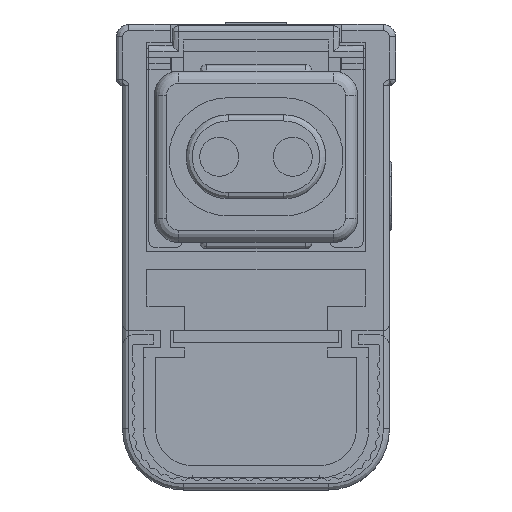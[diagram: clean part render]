
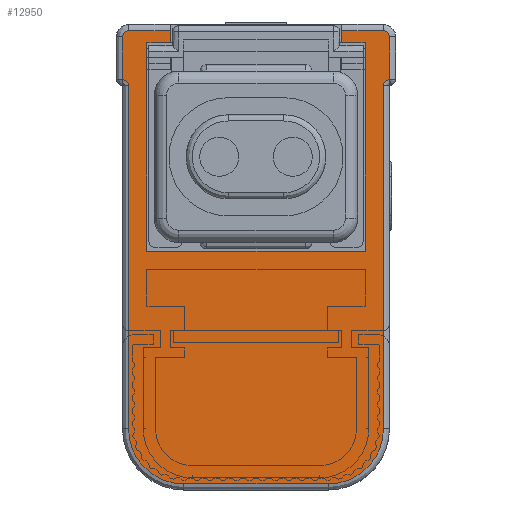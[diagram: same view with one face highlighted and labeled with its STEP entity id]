
A CAD part, left-side view. The second image highlights one B-rep face of the part: STEP entity #12950.
In plain terms, the highlighted face is planar.
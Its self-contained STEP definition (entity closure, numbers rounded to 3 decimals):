
#10616=DIRECTION('',(0.,1.,0.));
#10617=VECTOR('',#10616,17.8);
#10618=CARTESIAN_POINT('',(62.5,-8.9,-18.5));
#10619=LINE('',#10618,#10617);
#10620=DIRECTION('',(0.,-1.,0.));
#10621=VECTOR('',#10620,1.9);
#10622=CARTESIAN_POINT('',(62.5,8.9,-1.5));
#10623=LINE('',#10622,#10621);
#10624=DIRECTION('',(0.,0.,-1.));
#10625=VECTOR('',#10624,1.);
#10626=CARTESIAN_POINT('',(62.5,7.,-0.5));
#10627=LINE('',#10626,#10625);
#10628=DIRECTION('',(0.,-1.,0.));
#10629=VECTOR('',#10628,3.4);
#10630=CARTESIAN_POINT('',(62.5,10.4,-0.5));
#10631=LINE('',#10630,#10629);
#10632=CARTESIAN_POINT('',(62.5,10.4,-1.));
#10633=DIRECTION('',(1.,0.,0.));
#10634=DIRECTION('',(0.,1.,0.));
#10635=AXIS2_PLACEMENT_3D('',#10632,#10633,#10634);
#10637=DIRECTION('',(0.,0.,1.));
#10638=VECTOR('',#10637,3.5);
#10639=CARTESIAN_POINT('',(62.5,10.9,-4.5));
#10640=LINE('',#10639,#10638);
#10641=CARTESIAN_POINT('',(62.5,10.9,-5.));
#10642=DIRECTION('',(-1.,0.,0.));
#10643=DIRECTION('',(0.,-1.,0.));
#10644=AXIS2_PLACEMENT_3D('',#10641,#10642,#10643);
#10646=DIRECTION('',(0.,0.,1.));
#10647=VECTOR('',#10646,28.);
#10648=CARTESIAN_POINT('',(62.5,10.4,-33.));
#10649=LINE('',#10648,#10647);
#10650=CARTESIAN_POINT('',(62.5,5.9,-33.));
#10651=DIRECTION('',(1.,0.,0.));
#10652=DIRECTION('',(0.,0.,-1.));
#10653=AXIS2_PLACEMENT_3D('',#10650,#10651,#10652);
#10655=DIRECTION('',(0.,1.,0.));
#10656=VECTOR('',#10655,11.8);
#10657=CARTESIAN_POINT('',(62.5,-5.9,-37.5));
#10658=LINE('',#10657,#10656);
#10659=CARTESIAN_POINT('',(62.5,-5.9,-33.));
#10660=DIRECTION('',(1.,0.,0.));
#10661=DIRECTION('',(0.,-1.,0.));
#10662=AXIS2_PLACEMENT_3D('',#10659,#10660,#10661);
#10664=DIRECTION('',(0.,0.,-1.));
#10665=VECTOR('',#10664,28.);
#10666=CARTESIAN_POINT('',(62.5,-10.4,-5.));
#10667=LINE('',#10666,#10665);
#10668=CARTESIAN_POINT('',(62.5,-10.9,-5.));
#10669=DIRECTION('',(-1.,0.,0.));
#10670=DIRECTION('',(0.,0.,1.));
#10671=AXIS2_PLACEMENT_3D('',#10668,#10669,#10670);
#10673=DIRECTION('',(0.,0.,-1.));
#10674=VECTOR('',#10673,3.5);
#10675=CARTESIAN_POINT('',(62.5,-10.9,-1.));
#10676=LINE('',#10675,#10674);
#10677=CARTESIAN_POINT('',(62.5,-10.4,-1.));
#10678=DIRECTION('',(1.,0.,0.));
#10679=DIRECTION('',(0.,0.,1.));
#10680=AXIS2_PLACEMENT_3D('',#10677,#10678,#10679);
#10682=DIRECTION('',(0.,-1.,0.));
#10683=VECTOR('',#10682,3.4);
#10684=CARTESIAN_POINT('',(62.5,-7.,-0.5));
#10685=LINE('',#10684,#10683);
#10686=DIRECTION('',(0.,0.,-1.));
#10687=VECTOR('',#10686,1.);
#10688=CARTESIAN_POINT('',(62.5,-7.,-0.5));
#10689=LINE('',#10688,#10687);
#10690=DIRECTION('',(0.,-1.,0.));
#10691=VECTOR('',#10690,1.9);
#10692=CARTESIAN_POINT('',(62.5,-7.,-1.5));
#10693=LINE('',#10692,#10691);
#10702=DIRECTION('',(0.,0.,1.));
#10703=VECTOR('',#10702,17.);
#10704=CARTESIAN_POINT('',(62.5,-8.9,-18.5));
#10705=LINE('',#10704,#10703);
#11200=DIRECTION('',(0.,0.,-1.));
#11201=VECTOR('',#11200,17.);
#11202=CARTESIAN_POINT('',(62.5,8.9,-1.5));
#11203=LINE('',#11202,#11201);
#11939=CARTESIAN_POINT('',(62.5,-8.9,-18.5));
#11940=CARTESIAN_POINT('',(62.5,8.9,-18.5));
#11941=VERTEX_POINT('',#11939);
#11942=VERTEX_POINT('',#11940);
#11999=CARTESIAN_POINT('',(62.5,10.4,-0.5));
#12000=CARTESIAN_POINT('',(62.5,7.,-0.5));
#12001=VERTEX_POINT('',#11999);
#12002=VERTEX_POINT('',#12000);
#12003=CARTESIAN_POINT('',(62.5,-10.9,-1.));
#12004=CARTESIAN_POINT('',(62.5,-10.9,-4.5));
#12005=VERTEX_POINT('',#12003);
#12006=VERTEX_POINT('',#12004);
#12015=CARTESIAN_POINT('',(62.5,-10.4,-5.));
#12016=CARTESIAN_POINT('',(62.5,-10.4,-33.));
#12017=VERTEX_POINT('',#12015);
#12018=VERTEX_POINT('',#12016);
#12019=CARTESIAN_POINT('',(62.5,-5.9,-37.5));
#12020=VERTEX_POINT('',#12019);
#12023=CARTESIAN_POINT('',(62.5,5.9,-37.5));
#12024=VERTEX_POINT('',#12023);
#12027=CARTESIAN_POINT('',(62.5,10.4,-33.));
#12028=VERTEX_POINT('',#12027);
#12031=CARTESIAN_POINT('',(62.5,10.4,-5.));
#12032=VERTEX_POINT('',#12031);
#12035=CARTESIAN_POINT('',(62.5,-7.,-0.5));
#12036=CARTESIAN_POINT('',(62.5,-10.4,-0.5));
#12037=VERTEX_POINT('',#12035);
#12038=VERTEX_POINT('',#12036);
#12043=CARTESIAN_POINT('',(62.5,10.9,-4.5));
#12044=CARTESIAN_POINT('',(62.5,10.9,-1.));
#12045=VERTEX_POINT('',#12043);
#12046=VERTEX_POINT('',#12044);
#12051=CARTESIAN_POINT('',(62.5,-7.,-1.5));
#12052=CARTESIAN_POINT('',(62.5,-8.9,-1.5));
#12053=VERTEX_POINT('',#12051);
#12054=VERTEX_POINT('',#12052);
#12055=CARTESIAN_POINT('',(62.5,8.9,-1.5));
#12056=CARTESIAN_POINT('',(62.5,7.,-1.5));
#12057=VERTEX_POINT('',#12055);
#12058=VERTEX_POINT('',#12056);
#12906=CARTESIAN_POINT('',(62.5,0.,0.));
#12907=DIRECTION('',(1.,0.,0.));
#12908=DIRECTION('',(0.,-1.,0.));
#12909=AXIS2_PLACEMENT_3D('',#12906,#12907,#12908);
#12910=PLANE('',#12909);
#12912=ORIENTED_EDGE('',*,*,#12911,.F.);
#12914=ORIENTED_EDGE('',*,*,#12913,.T.);
#12916=ORIENTED_EDGE('',*,*,#12915,.F.);
#12917=ORIENTED_EDGE('',*,*,#12881,.T.);
#12918=ORIENTED_EDGE('',*,*,#12853,.F.);
#12920=ORIENTED_EDGE('',*,*,#12919,.F.);
#12922=ORIENTED_EDGE('',*,*,#12921,.F.);
#12924=ORIENTED_EDGE('',*,*,#12923,.F.);
#12926=ORIENTED_EDGE('',*,*,#12925,.F.);
#12928=ORIENTED_EDGE('',*,*,#12927,.F.);
#12930=ORIENTED_EDGE('',*,*,#12929,.F.);
#12932=ORIENTED_EDGE('',*,*,#12931,.F.);
#12934=ORIENTED_EDGE('',*,*,#12933,.F.);
#12936=ORIENTED_EDGE('',*,*,#12935,.F.);
#12938=ORIENTED_EDGE('',*,*,#12937,.F.);
#12940=ORIENTED_EDGE('',*,*,#12939,.F.);
#12942=ORIENTED_EDGE('',*,*,#12941,.F.);
#12944=ORIENTED_EDGE('',*,*,#12943,.F.);
#12946=ORIENTED_EDGE('',*,*,#12945,.T.);
#12947=ORIENTED_EDGE('',*,*,#12889,.T.);
#12948=EDGE_LOOP('',(#12912,#12914,#12916,#12917,#12918,#12920,#12922,#12924,
#12926,#12928,#12930,#12932,#12934,#12936,#12938,#12940,#12942,#12944,#12946,
#12947));
#12949=FACE_OUTER_BOUND('',#12948,.F.);
#12950=ADVANCED_FACE('',(#12949),#12910,.T.);
#10636=CIRCLE('',#10635,0.5);
#10645=CIRCLE('',#10644,0.5);
#10654=CIRCLE('',#10653,4.5);
#10663=CIRCLE('',#10662,4.5);
#10672=CIRCLE('',#10671,0.5);
#10681=CIRCLE('',#10680,0.5);
#12853=EDGE_CURVE('',#12002,#12058,#10627,.T.);
#12881=EDGE_CURVE('',#12057,#12058,#10623,.T.);
#12889=EDGE_CURVE('',#12053,#12054,#10693,.T.);
#12911=EDGE_CURVE('',#11941,#12054,#10705,.T.);
#12913=EDGE_CURVE('',#11941,#11942,#10619,.T.);
#12915=EDGE_CURVE('',#12057,#11942,#11203,.T.);
#12919=EDGE_CURVE('',#12001,#12002,#10631,.T.);
#12921=EDGE_CURVE('',#12046,#12001,#10636,.T.);
#12923=EDGE_CURVE('',#12045,#12046,#10640,.T.);
#12925=EDGE_CURVE('',#12032,#12045,#10645,.T.);
#12927=EDGE_CURVE('',#12028,#12032,#10649,.T.);
#12929=EDGE_CURVE('',#12024,#12028,#10654,.T.);
#12931=EDGE_CURVE('',#12020,#12024,#10658,.T.);
#12933=EDGE_CURVE('',#12018,#12020,#10663,.T.);
#12935=EDGE_CURVE('',#12017,#12018,#10667,.T.);
#12937=EDGE_CURVE('',#12006,#12017,#10672,.T.);
#12939=EDGE_CURVE('',#12005,#12006,#10676,.T.);
#12941=EDGE_CURVE('',#12038,#12005,#10681,.T.);
#12943=EDGE_CURVE('',#12037,#12038,#10685,.T.);
#12945=EDGE_CURVE('',#12037,#12053,#10689,.T.);
